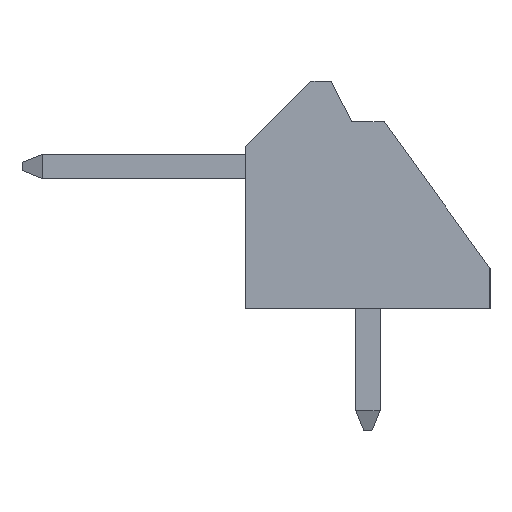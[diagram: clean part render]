
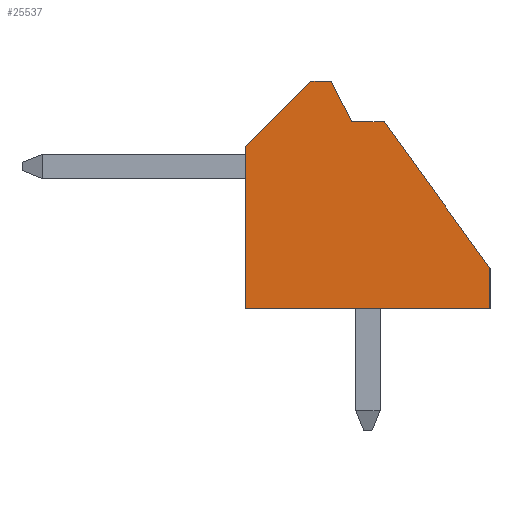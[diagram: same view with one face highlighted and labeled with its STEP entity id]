
A CAD part, left-side view. The second image highlights one B-rep face of the part: STEP entity #25537.
In plain terms, the highlighted planar face has unit normal (-1, 0, 0).
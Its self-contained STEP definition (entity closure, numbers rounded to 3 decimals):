
#25270 = VERTEX_POINT('',#25271);
#25271 = CARTESIAN_POINT('',(-1.25,0.4,4.6));
#25280 = PLANE('',#25281);
#25281 = AXIS2_PLACEMENT_3D('',#25282,#25283,#25284);
#25282 = CARTESIAN_POINT('',(-1.25,0.4,4.6));
#25283 = DIRECTION('',(0.,0.,-1.));
#25284 = DIRECTION('',(0.,-1.,0.));
#25292 = PLANE('',#25293);
#25293 = AXIS2_PLACEMENT_3D('',#25294,#25295,#25296);
#25294 = CARTESIAN_POINT('',(-1.25,0.4,4.6));
#25295 = DIRECTION('',(0.,-0.894,0.447));
#25296 = DIRECTION('',(0.,0.447,0.894));
#25333 = VERTEX_POINT('',#25334);
#25334 = CARTESIAN_POINT('',(-1.25,-0.4,4.6));
#25348 = PLANE('',#25349);
#25349 = AXIS2_PLACEMENT_3D('',#25350,#25351,#25352);
#25350 = CARTESIAN_POINT('',(-1.25,-0.4,4.6));
#25351 = DIRECTION('',(0.,0.811,-0.585));
#25352 = DIRECTION('',(0.,-0.585,-0.811));
#25360 = EDGE_CURVE('',#25270,#25333,#25361,.T.);
#25361 = SURFACE_CURVE('',#25362,(#25366,#25373),.PCURVE_S1.);
#25362 = LINE('',#25363,#25364);
#25363 = CARTESIAN_POINT('',(-1.25,0.4,4.6));
#25364 = VECTOR('',#25365,1.);
#25365 = DIRECTION('',(0.,-1.,0.));
#25366 = PCURVE('',#25280,#25367);
#25367 = DEFINITIONAL_REPRESENTATION('',(#25368),#25372);
#25368 = LINE('',#25369,#25370);
#25369 = CARTESIAN_POINT('',(0.,-0.));
#25370 = VECTOR('',#25371,1.);
#25371 = DIRECTION('',(1.,0.));
#25372 = ( GEOMETRIC_REPRESENTATION_CONTEXT(2) 
PARAMETRIC_REPRESENTATION_CONTEXT() REPRESENTATION_CONTEXT('2D SPACE',''
  ) );
#25373 = PCURVE('',#25374,#25379);
#25374 = PLANE('',#25375);
#25375 = AXIS2_PLACEMENT_3D('',#25376,#25377,#25378);
#25376 = CARTESIAN_POINT('',(-1.25,0.384,2.186));
#25377 = DIRECTION('',(1.,0.,0.));
#25378 = DIRECTION('',(0.,0.,1.));
#25379 = DEFINITIONAL_REPRESENTATION('',(#25380),#25384);
#25380 = LINE('',#25381,#25382);
#25381 = CARTESIAN_POINT('',(2.414,-0.016));
#25382 = VECTOR('',#25383,1.);
#25383 = DIRECTION('',(0.,1.));
#25384 = ( GEOMETRIC_REPRESENTATION_CONTEXT(2) 
PARAMETRIC_REPRESENTATION_CONTEXT() REPRESENTATION_CONTEXT('2D SPACE',''
  ) );
#25414 = VERTEX_POINT('',#25415);
#25415 = CARTESIAN_POINT('',(-1.25,0.9,5.6));
#25429 = PLANE('',#25430);
#25430 = AXIS2_PLACEMENT_3D('',#25431,#25432,#25433);
#25431 = CARTESIAN_POINT('',(-1.25,1.4,5.6));
#25432 = DIRECTION('',(0.,0.,-1.));
#25433 = DIRECTION('',(0.,-1.,0.));
#25441 = EDGE_CURVE('',#25270,#25414,#25442,.T.);
#25442 = SURFACE_CURVE('',#25443,(#25447,#25454),.PCURVE_S1.);
#25443 = LINE('',#25444,#25445);
#25444 = CARTESIAN_POINT('',(-1.25,0.4,4.6));
#25445 = VECTOR('',#25446,1.);
#25446 = DIRECTION('',(0.,0.447,0.894));
#25447 = PCURVE('',#25292,#25448);
#25448 = DEFINITIONAL_REPRESENTATION('',(#25449),#25453);
#25449 = LINE('',#25450,#25451);
#25450 = CARTESIAN_POINT('',(0.,0.));
#25451 = VECTOR('',#25452,1.);
#25452 = DIRECTION('',(1.,0.));
#25453 = ( GEOMETRIC_REPRESENTATION_CONTEXT(2) 
PARAMETRIC_REPRESENTATION_CONTEXT() REPRESENTATION_CONTEXT('2D SPACE',''
  ) );
#25454 = PCURVE('',#25374,#25455);
#25455 = DEFINITIONAL_REPRESENTATION('',(#25456),#25460);
#25456 = LINE('',#25457,#25458);
#25457 = CARTESIAN_POINT('',(2.414,-0.016));
#25458 = VECTOR('',#25459,1.);
#25459 = DIRECTION('',(0.894,-0.447));
#25460 = ( GEOMETRIC_REPRESENTATION_CONTEXT(2) 
PARAMETRIC_REPRESENTATION_CONTEXT() REPRESENTATION_CONTEXT('2D SPACE',''
  ) );
#25490 = VERTEX_POINT('',#25491);
#25491 = CARTESIAN_POINT('',(-1.25,-3.,1.));
#25505 = PLANE('',#25506);
#25506 = AXIS2_PLACEMENT_3D('',#25507,#25508,#25509);
#25507 = CARTESIAN_POINT('',(-1.25,-3.,1.));
#25508 = DIRECTION('',(0.,1.,0.));
#25509 = DIRECTION('',(0.,0.,-1.));
#25517 = EDGE_CURVE('',#25333,#25490,#25518,.T.);
#25518 = SURFACE_CURVE('',#25519,(#25523,#25530),.PCURVE_S1.);
#25519 = LINE('',#25520,#25521);
#25520 = CARTESIAN_POINT('',(-1.25,-0.4,4.6));
#25521 = VECTOR('',#25522,1.);
#25522 = DIRECTION('',(0.,-0.585,-0.811));
#25523 = PCURVE('',#25348,#25524);
#25524 = DEFINITIONAL_REPRESENTATION('',(#25525),#25529);
#25525 = LINE('',#25526,#25527);
#25526 = CARTESIAN_POINT('',(0.,0.));
#25527 = VECTOR('',#25528,1.);
#25528 = DIRECTION('',(1.,0.));
#25529 = ( GEOMETRIC_REPRESENTATION_CONTEXT(2) 
PARAMETRIC_REPRESENTATION_CONTEXT() REPRESENTATION_CONTEXT('2D SPACE',''
  ) );
#25530 = PCURVE('',#25374,#25531);
#25531 = DEFINITIONAL_REPRESENTATION('',(#25532),#25536);
#25532 = LINE('',#25533,#25534);
#25533 = CARTESIAN_POINT('',(2.414,0.784));
#25534 = VECTOR('',#25535,1.);
#25535 = DIRECTION('',(-0.811,0.585));
#25536 = ( GEOMETRIC_REPRESENTATION_CONTEXT(2) 
PARAMETRIC_REPRESENTATION_CONTEXT() REPRESENTATION_CONTEXT('2D SPACE',''
  ) );
#25537 = ADVANCED_FACE('',(#25538),#25374,.F.);
#25538 = FACE_BOUND('',#25539,.F.);
#25539 = EDGE_LOOP('',(#25540,#25541,#25542,#25565,#25593,#25621,#25649,
    #25670));
#25540 = ORIENTED_EDGE('',*,*,#25360,.T.);
#25541 = ORIENTED_EDGE('',*,*,#25517,.T.);
#25542 = ORIENTED_EDGE('',*,*,#25543,.T.);
#25543 = EDGE_CURVE('',#25490,#25544,#25546,.T.);
#25544 = VERTEX_POINT('',#25545);
#25545 = CARTESIAN_POINT('',(-1.25,-3.,0.));
#25546 = SURFACE_CURVE('',#25547,(#25551,#25558),.PCURVE_S1.);
#25547 = LINE('',#25548,#25549);
#25548 = CARTESIAN_POINT('',(-1.25,-3.,1.));
#25549 = VECTOR('',#25550,1.);
#25550 = DIRECTION('',(0.,0.,-1.));
#25551 = PCURVE('',#25374,#25552);
#25552 = DEFINITIONAL_REPRESENTATION('',(#25553),#25557);
#25553 = LINE('',#25554,#25555);
#25554 = CARTESIAN_POINT('',(-1.186,3.384));
#25555 = VECTOR('',#25556,1.);
#25556 = DIRECTION('',(-1.,0.));
#25557 = ( GEOMETRIC_REPRESENTATION_CONTEXT(2) 
PARAMETRIC_REPRESENTATION_CONTEXT() REPRESENTATION_CONTEXT('2D SPACE',''
  ) );
#25558 = PCURVE('',#25505,#25559);
#25559 = DEFINITIONAL_REPRESENTATION('',(#25560),#25564);
#25560 = LINE('',#25561,#25562);
#25561 = CARTESIAN_POINT('',(0.,0.));
#25562 = VECTOR('',#25563,1.);
#25563 = DIRECTION('',(1.,0.));
#25564 = ( GEOMETRIC_REPRESENTATION_CONTEXT(2) 
PARAMETRIC_REPRESENTATION_CONTEXT() REPRESENTATION_CONTEXT('2D SPACE',''
  ) );
#25565 = ORIENTED_EDGE('',*,*,#25566,.T.);
#25566 = EDGE_CURVE('',#25544,#25567,#25569,.T.);
#25567 = VERTEX_POINT('',#25568);
#25568 = CARTESIAN_POINT('',(-1.25,3.,0.));
#25569 = SURFACE_CURVE('',#25570,(#25574,#25581),.PCURVE_S1.);
#25570 = LINE('',#25571,#25572);
#25571 = CARTESIAN_POINT('',(-1.25,-3.,0.));
#25572 = VECTOR('',#25573,1.);
#25573 = DIRECTION('',(0.,1.,0.));
#25574 = PCURVE('',#25374,#25575);
#25575 = DEFINITIONAL_REPRESENTATION('',(#25576),#25580);
#25576 = LINE('',#25577,#25578);
#25577 = CARTESIAN_POINT('',(-2.186,3.384));
#25578 = VECTOR('',#25579,1.);
#25579 = DIRECTION('',(0.,-1.));
#25580 = ( GEOMETRIC_REPRESENTATION_CONTEXT(2) 
PARAMETRIC_REPRESENTATION_CONTEXT() REPRESENTATION_CONTEXT('2D SPACE',''
  ) );
#25581 = PCURVE('',#25582,#25587);
#25582 = PLANE('',#25583);
#25583 = AXIS2_PLACEMENT_3D('',#25584,#25585,#25586);
#25584 = CARTESIAN_POINT('',(-1.25,-3.,0.));
#25585 = DIRECTION('',(0.,0.,1.));
#25586 = DIRECTION('',(0.,1.,0.));
#25587 = DEFINITIONAL_REPRESENTATION('',(#25588),#25592);
#25588 = LINE('',#25589,#25590);
#25589 = CARTESIAN_POINT('',(0.,0.));
#25590 = VECTOR('',#25591,1.);
#25591 = DIRECTION('',(1.,0.));
#25592 = ( GEOMETRIC_REPRESENTATION_CONTEXT(2) 
PARAMETRIC_REPRESENTATION_CONTEXT() REPRESENTATION_CONTEXT('2D SPACE',''
  ) );
#25593 = ORIENTED_EDGE('',*,*,#25594,.T.);
#25594 = EDGE_CURVE('',#25567,#25595,#25597,.T.);
#25595 = VERTEX_POINT('',#25596);
#25596 = CARTESIAN_POINT('',(-1.25,3.,4.));
#25597 = SURFACE_CURVE('',#25598,(#25602,#25609),.PCURVE_S1.);
#25598 = LINE('',#25599,#25600);
#25599 = CARTESIAN_POINT('',(-1.25,3.,0.));
#25600 = VECTOR('',#25601,1.);
#25601 = DIRECTION('',(0.,0.,1.));
#25602 = PCURVE('',#25374,#25603);
#25603 = DEFINITIONAL_REPRESENTATION('',(#25604),#25608);
#25604 = LINE('',#25605,#25606);
#25605 = CARTESIAN_POINT('',(-2.186,-2.616));
#25606 = VECTOR('',#25607,1.);
#25607 = DIRECTION('',(1.,0.));
#25608 = ( GEOMETRIC_REPRESENTATION_CONTEXT(2) 
PARAMETRIC_REPRESENTATION_CONTEXT() REPRESENTATION_CONTEXT('2D SPACE',''
  ) );
#25609 = PCURVE('',#25610,#25615);
#25610 = PLANE('',#25611);
#25611 = AXIS2_PLACEMENT_3D('',#25612,#25613,#25614);
#25612 = CARTESIAN_POINT('',(-1.25,3.,0.));
#25613 = DIRECTION('',(0.,-1.,0.));
#25614 = DIRECTION('',(0.,0.,1.));
#25615 = DEFINITIONAL_REPRESENTATION('',(#25616),#25620);
#25616 = LINE('',#25617,#25618);
#25617 = CARTESIAN_POINT('',(0.,0.));
#25618 = VECTOR('',#25619,1.);
#25619 = DIRECTION('',(1.,0.));
#25620 = ( GEOMETRIC_REPRESENTATION_CONTEXT(2) 
PARAMETRIC_REPRESENTATION_CONTEXT() REPRESENTATION_CONTEXT('2D SPACE',''
  ) );
#25621 = ORIENTED_EDGE('',*,*,#25622,.F.);
#25622 = EDGE_CURVE('',#25623,#25595,#25625,.T.);
#25623 = VERTEX_POINT('',#25624);
#25624 = CARTESIAN_POINT('',(-1.25,1.4,5.6));
#25625 = SURFACE_CURVE('',#25626,(#25630,#25637),.PCURVE_S1.);
#25626 = LINE('',#25627,#25628);
#25627 = CARTESIAN_POINT('',(-1.25,1.4,5.6));
#25628 = VECTOR('',#25629,1.);
#25629 = DIRECTION('',(0.,0.707,-0.707));
#25630 = PCURVE('',#25374,#25631);
#25631 = DEFINITIONAL_REPRESENTATION('',(#25632),#25636);
#25632 = LINE('',#25633,#25634);
#25633 = CARTESIAN_POINT('',(3.414,-1.016));
#25634 = VECTOR('',#25635,1.);
#25635 = DIRECTION('',(-0.707,-0.707));
#25636 = ( GEOMETRIC_REPRESENTATION_CONTEXT(2) 
PARAMETRIC_REPRESENTATION_CONTEXT() REPRESENTATION_CONTEXT('2D SPACE',''
  ) );
#25637 = PCURVE('',#25638,#25643);
#25638 = PLANE('',#25639);
#25639 = AXIS2_PLACEMENT_3D('',#25640,#25641,#25642);
#25640 = CARTESIAN_POINT('',(-1.25,1.4,5.6));
#25641 = DIRECTION('',(0.,0.707,0.707));
#25642 = DIRECTION('',(0.,0.707,-0.707));
#25643 = DEFINITIONAL_REPRESENTATION('',(#25644),#25648);
#25644 = LINE('',#25645,#25646);
#25645 = CARTESIAN_POINT('',(0.,0.));
#25646 = VECTOR('',#25647,1.);
#25647 = DIRECTION('',(1.,0.));
#25648 = ( GEOMETRIC_REPRESENTATION_CONTEXT(2) 
PARAMETRIC_REPRESENTATION_CONTEXT() REPRESENTATION_CONTEXT('2D SPACE',''
  ) );
#25649 = ORIENTED_EDGE('',*,*,#25650,.T.);
#25650 = EDGE_CURVE('',#25623,#25414,#25651,.T.);
#25651 = SURFACE_CURVE('',#25652,(#25656,#25663),.PCURVE_S1.);
#25652 = LINE('',#25653,#25654);
#25653 = CARTESIAN_POINT('',(-1.25,1.4,5.6));
#25654 = VECTOR('',#25655,1.);
#25655 = DIRECTION('',(0.,-1.,0.));
#25656 = PCURVE('',#25374,#25657);
#25657 = DEFINITIONAL_REPRESENTATION('',(#25658),#25662);
#25658 = LINE('',#25659,#25660);
#25659 = CARTESIAN_POINT('',(3.414,-1.016));
#25660 = VECTOR('',#25661,1.);
#25661 = DIRECTION('',(0.,1.));
#25662 = ( GEOMETRIC_REPRESENTATION_CONTEXT(2) 
PARAMETRIC_REPRESENTATION_CONTEXT() REPRESENTATION_CONTEXT('2D SPACE',''
  ) );
#25663 = PCURVE('',#25429,#25664);
#25664 = DEFINITIONAL_REPRESENTATION('',(#25665),#25669);
#25665 = LINE('',#25666,#25667);
#25666 = CARTESIAN_POINT('',(0.,-0.));
#25667 = VECTOR('',#25668,1.);
#25668 = DIRECTION('',(1.,0.));
#25669 = ( GEOMETRIC_REPRESENTATION_CONTEXT(2) 
PARAMETRIC_REPRESENTATION_CONTEXT() REPRESENTATION_CONTEXT('2D SPACE',''
  ) );
#25670 = ORIENTED_EDGE('',*,*,#25441,.F.);
